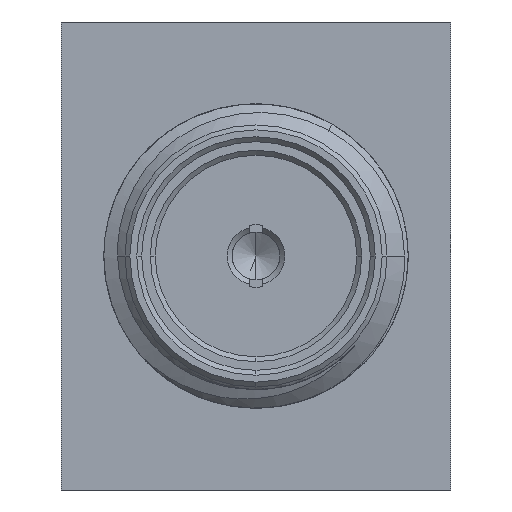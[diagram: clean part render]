
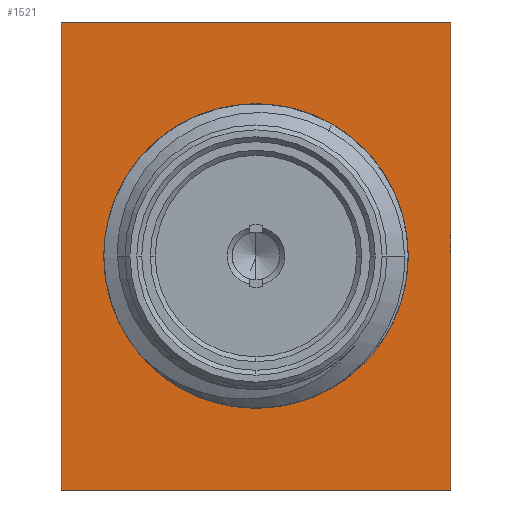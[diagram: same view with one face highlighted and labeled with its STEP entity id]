
A CAD part, left-side view. The second image highlights one B-rep face of the part: STEP entity #1521.
In plain terms, the highlighted planar face has unit normal (-1, 0, 0).
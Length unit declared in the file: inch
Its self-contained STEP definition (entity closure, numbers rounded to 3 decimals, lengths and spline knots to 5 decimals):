
#12 = CARTESIAN_POINT ( 'NONE',  ( -0.06496, -0.09646, 0. ) ) ;
#23 = VERTEX_POINT ( 'NONE', #12 ) ;
#181 = LINE ( 'NONE', #5052, #1689 ) ;
#559 = AXIS2_PLACEMENT_3D ( 'NONE', #4222, #5021, #4192 ) ;
#627 = EDGE_CURVE ( 'NONE', #1652, #3249, #181, .T. ) ;
#628 = DIRECTION ( 'NONE',  ( 0., -1., 0. ) ) ;
#679 = CARTESIAN_POINT ( 'NONE',  ( -0.06496, -0.15591, -0.1874 ) ) ;
#705 = CARTESIAN_POINT ( 'NONE',  ( -0.06496, 0.15591, 0.1874 ) ) ;
#774 = EDGE_LOOP ( 'NONE', ( #5064, #1029, #859, #5059 ) ) ;
#782 = ORIENTED_EDGE ( 'NONE', *, *, #2348, .T. ) ;
#797 = VERTEX_POINT ( 'NONE', #705 ) ;
#831 = EDGE_LOOP ( 'NONE', ( #2868, #782 ) ) ;
#859 = ORIENTED_EDGE ( 'NONE', *, *, #3554, .T. ) ;
#946 = FACE_OUTER_BOUND ( 'NONE', #774, .T. ) ;
#966 = CARTESIAN_POINT ( 'NONE',  ( -0.06496, 0., 0. ) ) ;
#1029 = ORIENTED_EDGE ( 'NONE', *, *, #627, .T. ) ;
#1128 = LINE ( 'NONE', #1153, #3226 ) ;
#1135 = VERTEX_POINT ( 'NONE', #1625 ) ;
#1153 = CARTESIAN_POINT ( 'NONE',  ( -0.06496, -0.15591, 0.1874 ) ) ;
#1375 = DIRECTION ( 'NONE',  ( 0., 0., -1. ) ) ;
#1402 = CARTESIAN_POINT ( 'NONE',  ( -0.06496, 0.15591, -0.1874 ) ) ;
#1521 = ADVANCED_FACE ( 'NONE', ( #946, #1740 ), #1718, .T. ) ;
#1625 = CARTESIAN_POINT ( 'NONE',  ( -0.06496, 0.09646, 0. ) ) ;
#1652 = VERTEX_POINT ( 'NONE', #679 ) ;
#1689 = VECTOR ( 'NONE', #2580, 39.37008 ) ;
#1718 = PLANE ( 'NONE',  #2778 ) ;
#1740 = FACE_BOUND ( 'NONE', #831, .T. ) ;
#1847 = CARTESIAN_POINT ( 'NONE',  ( -0.06496, 0.15591, 0.1874 ) ) ;
#2084 = VECTOR ( 'NONE', #628, 39.37008 ) ;
#2348 = EDGE_CURVE ( 'NONE', #1135, #23, #5222, .T. ) ;
#2485 = VERTEX_POINT ( 'NONE', #1402 ) ;
#2580 = DIRECTION ( 'NONE',  ( 0., 0., 1. ) ) ;
#2668 = EDGE_CURVE ( 'NONE', #797, #2485, #3016, .T. ) ;
#2778 = AXIS2_PLACEMENT_3D ( 'NONE', #966, #4530, #2932 ) ;
#2868 = ORIENTED_EDGE ( 'NONE', *, *, #2912, .F. ) ;
#2907 = DIRECTION ( 'NONE',  ( 1., 0., 0. ) ) ;
#2912 = EDGE_CURVE ( 'NONE', #1135, #23, #4622, .T. ) ;
#2932 = DIRECTION ( 'NONE',  ( 0., 0., 1. ) ) ;
#3016 = LINE ( 'NONE', #1847, #3098 ) ;
#3065 = DIRECTION ( 'NONE',  ( 0., 1., 0. ) ) ;
#3098 = VECTOR ( 'NONE', #1375, 39.37008 ) ;
#3164 = EDGE_CURVE ( 'NONE', #2485, #1652, #3414, .T. ) ;
#3226 = VECTOR ( 'NONE', #3065, 39.37008 ) ;
#3249 = VERTEX_POINT ( 'NONE', #3560 ) ;
#3414 = LINE ( 'NONE', #4236, #2084 ) ;
#3437 = AXIS2_PLACEMENT_3D ( 'NONE', #3824, #2907, #4529 ) ;
#3554 = EDGE_CURVE ( 'NONE', #3249, #797, #1128, .T. ) ;
#3560 = CARTESIAN_POINT ( 'NONE',  ( -0.06496, -0.15591, 0.1874 ) ) ;
#3824 = CARTESIAN_POINT ( 'NONE',  ( -0.06496, 0., 0. ) ) ;
#4192 = DIRECTION ( 'NONE',  ( 0., 1., 0. ) ) ;
#4222 = CARTESIAN_POINT ( 'NONE',  ( -0.06496, 0., 0. ) ) ;
#4236 = CARTESIAN_POINT ( 'NONE',  ( -0.06496, 0.15591, -0.1874 ) ) ;
#4529 = DIRECTION ( 'NONE',  ( 0., 1., 0. ) ) ;
#4530 = DIRECTION ( 'NONE',  ( -1., 0., 0. ) ) ;
#4622 = CIRCLE ( 'NONE', #559, 0.09646 ) ;
#5021 = DIRECTION ( 'NONE',  ( -1., 0., 0. ) ) ;
#5052 = CARTESIAN_POINT ( 'NONE',  ( -0.06496, -0.15591, -0.1874 ) ) ;
#5059 = ORIENTED_EDGE ( 'NONE', *, *, #2668, .T. ) ;
#5064 = ORIENTED_EDGE ( 'NONE', *, *, #3164, .T. ) ;
#5222 = CIRCLE ( 'NONE', #3437, 0.09646 ) ;
